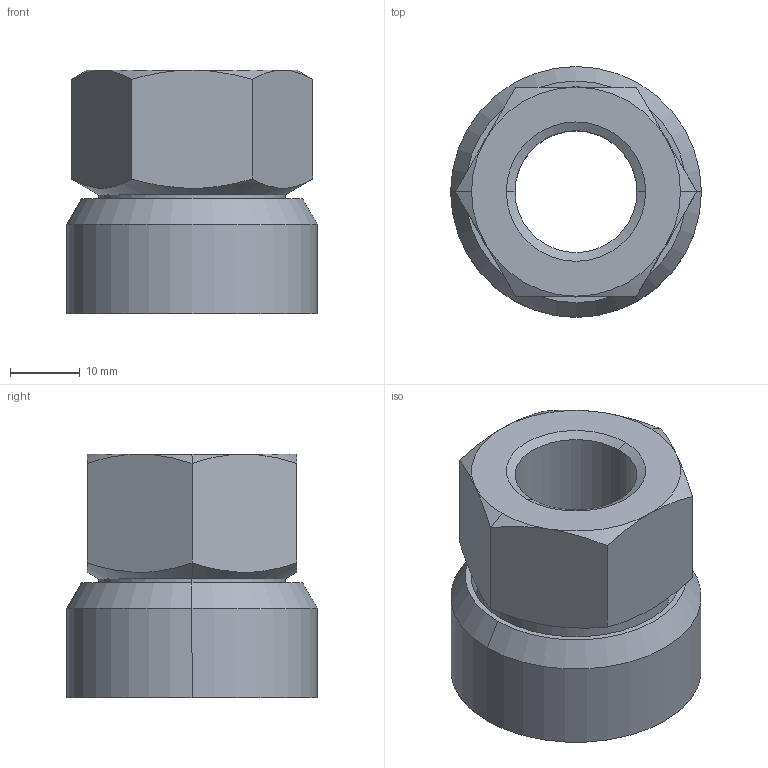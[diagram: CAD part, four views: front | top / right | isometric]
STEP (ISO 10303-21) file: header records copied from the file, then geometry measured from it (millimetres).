
FILE_DESCRIPTION(('STEP AP214'),'1');
FILE_NAME(' ',' ',('TraceParts'),('TraceParts S.A.'),'XStep 1.0',' ',' ');
FILE_SCHEMA(('automotive_design'));
Length unit declared in the file: millimetre
Products named in the file (2): 1; 2
Bounding box: 36 x 36 x 35 mm (x, y, z)
Volume: 19538 mm3; surface area: 9862.5 mm2
Topology: 2 solids, 2 shells, 48 faces, 100 edges, 56 vertices
Faces by surface type: cone 20, cylinder 14, plane 10, sphere 2, torus 2
Entity records: 2457 total; most frequent: CARTESIAN_POINT 242, DIRECTION 230, STYLED_ITEM 206, PRESENTATION_STYLE_ASSIGNMENT 206, COLOUR_RGB 206, ORIENTED_EDGE 200, EDGE_CURVE 100, CURVE_STYLE 100
